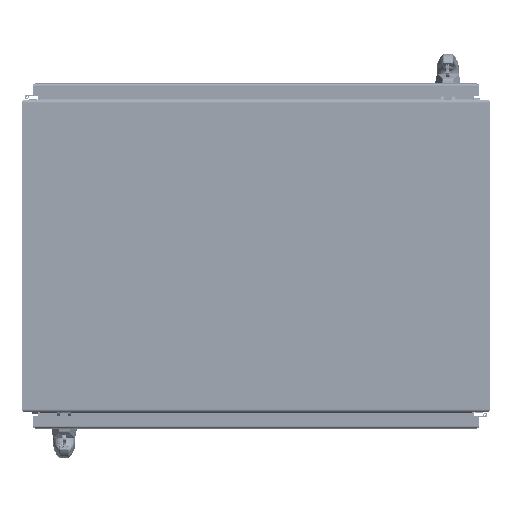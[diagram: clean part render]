
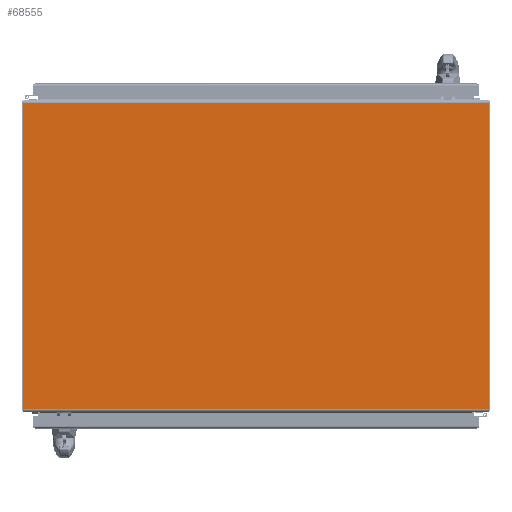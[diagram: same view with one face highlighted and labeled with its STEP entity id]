
A CAD part, front view. The second image highlights one B-rep face of the part: STEP entity #68555.
In plain terms, the highlighted face is planar.
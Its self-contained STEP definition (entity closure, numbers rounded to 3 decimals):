
#9281=PLANE('',#72419);
#10496=FACE_OUTER_BOUND('',#13484,.T.);
#13484=EDGE_LOOP('',(#51204,#51205,#51206,#51207));
#20296=LINE('',#97374,#25591);
#20300=LINE('',#97390,#25595);
#20305=LINE('',#97405,#25600);
#20307=LINE('',#97408,#25602);
#25591=VECTOR('',#79175,0.394);
#25595=VECTOR('',#79195,0.394);
#25600=VECTOR('',#79216,0.394);
#25602=VECTOR('',#79220,0.394);
#30819=VERTEX_POINT('',#97371);
#30820=VERTEX_POINT('',#97373);
#30823=VERTEX_POINT('',#97387);
#30824=VERTEX_POINT('',#97389);
#40184=EDGE_CURVE('',#30820,#30819,#20296,.T.);
#40192=EDGE_CURVE('',#30824,#30823,#20300,.T.);
#40200=EDGE_CURVE('',#30820,#30823,#20305,.T.);
#40202=EDGE_CURVE('',#30824,#30819,#20307,.T.);
#51204=ORIENTED_EDGE('',*,*,#40184,.T.);
#51205=ORIENTED_EDGE('',*,*,#40202,.F.);
#51206=ORIENTED_EDGE('',*,*,#40192,.T.);
#51207=ORIENTED_EDGE('',*,*,#40200,.F.);
#68555=ADVANCED_FACE('',(#10496),#9281,.T.);
#72419=AXIS2_PLACEMENT_3D('',#97407,#79218,#79219);
#79175=DIRECTION('',(-1.,0.,0.));
#79195=DIRECTION('',(1.,0.,0.));
#79216=DIRECTION('',(0.,-1.,0.));
#79218=DIRECTION('center_axis',(0.,0.,1.));
#79219=DIRECTION('ref_axis',(1.,0.,0.));
#79220=DIRECTION('',(0.,1.,0.));
#97371=CARTESIAN_POINT('',(-17.959,11.818,0.104));
#97373=CARTESIAN_POINT('',(17.959,11.818,0.104));
#97374=CARTESIAN_POINT('',(8.979,11.818,0.104));
#97387=CARTESIAN_POINT('',(17.959,-11.818,0.104));
#97389=CARTESIAN_POINT('',(-17.959,-11.818,0.104));
#97390=CARTESIAN_POINT('',(-8.979,-11.818,0.104));
#97405=CARTESIAN_POINT('',(17.959,12.063,0.104));
#97407=CARTESIAN_POINT('Origin',(0.,0.,
0.104));
#97408=CARTESIAN_POINT('',(-17.959,-12.063,0.104));
